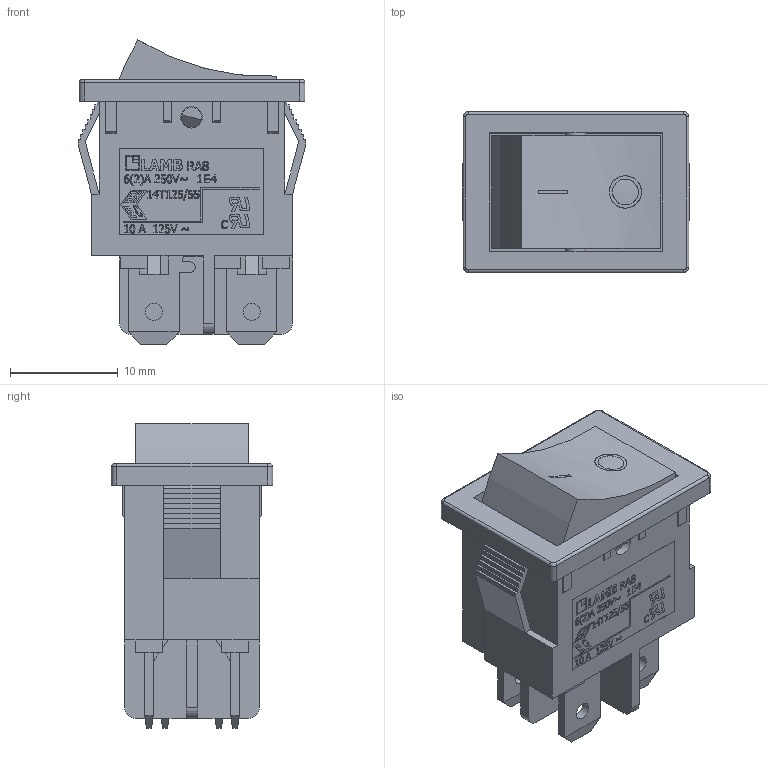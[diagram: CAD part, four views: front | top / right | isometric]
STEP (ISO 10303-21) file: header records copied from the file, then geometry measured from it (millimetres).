
FILE_DESCRIPTION((' '),'2;1');
FILE_NAME('RA8123xxx1.stp','2017-07-31T16:02:25',(' '),(' '),' ','ACIS',' ');
FILE_SCHEMA(('CONFIG_CONTROL_DESIGN'));
Length unit declared in the file: inch
Products named in the file (3): RA8123xxx1.stp; Body1; Body2
Assembly tree (2 placements, depth 2):
  RA8123xxx1.stp
    Body1
    Body2
Bounding box: 21.2 x 15 x 28.3 mm (x, y, z)
Volume: 2640 mm3; surface area: 4322.2 mm2
Topology: 2 solids, 2 shells, 1025 faces, 2828 edges, 1864 vertices
Faces by surface type: plane 717, bspline 254, cylinder 52, cone 2
Full cylindrical faces by diameter (mm): 1.6 x4, 1.9 x2, 2 x2
Entity records: 36895 total; most frequent: CARTESIAN_POINT 11967, ORIENTED_EDGE 5644, DIRECTION 4006, EDGE_CURVE 2822, VECTOR 2206, LINE 2206, VERTEX_POINT 1864, EDGE_LOOP 1120
